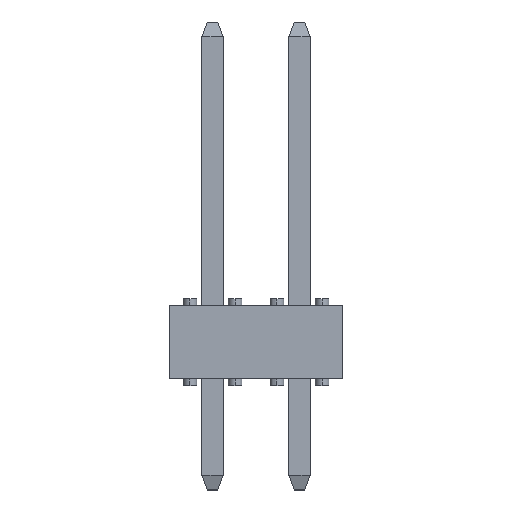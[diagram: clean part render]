
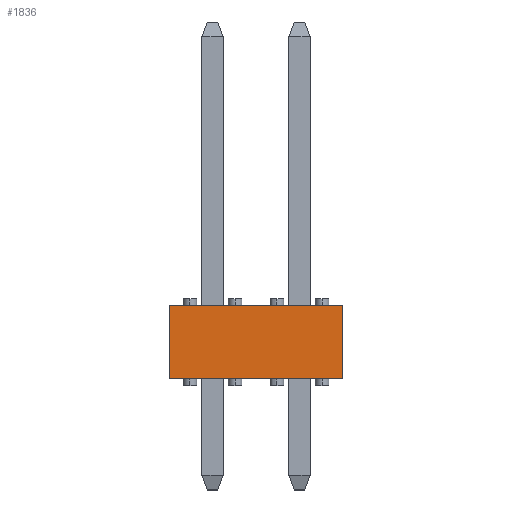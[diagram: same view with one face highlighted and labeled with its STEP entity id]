
A CAD part, top view. The second image highlights one B-rep face of the part: STEP entity #1836.
In plain terms, the highlighted planar face has unit normal (0, 0, 1).
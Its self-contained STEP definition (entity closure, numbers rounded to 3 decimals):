
#1 = PLANE ( 'NONE',  #177 ) ;
#15 = VERTEX_POINT ( 'NONE', #550 ) ;
#20 = EDGE_CURVE ( 'NONE', #15, #26, #1137, .T. ) ;
#26 = VERTEX_POINT ( 'NONE', #637 ) ;
#47 = ORIENTED_EDGE ( 'NONE', *, *, #710, .F. ) ;
#55 = CARTESIAN_POINT ( 'NONE',  ( -2.54, 2.34, 1.2 ) ) ;
#177 = AXIS2_PLACEMENT_3D ( 'NONE', #1872, #1085, #1725 ) ;
#190 = VERTEX_POINT ( 'NONE', #1283 ) ;
#192 = LINE ( 'NONE', #55, #651 ) ;
#288 = EDGE_CURVE ( 'NONE', #26, #324, #1539, .T. ) ;
#324 = VERTEX_POINT ( 'NONE', #1511 ) ;
#550 = CARTESIAN_POINT ( 'NONE',  ( -2.54, 2.34, 1.2 ) ) ;
#637 = CARTESIAN_POINT ( 'NONE',  ( -2.54, 0.2, 1.2 ) ) ;
#642 = EDGE_LOOP ( 'NONE', ( #1004, #1250, #47, #663 ) ) ;
#651 = VECTOR ( 'NONE', #1782, 1000. ) ;
#663 = ORIENTED_EDGE ( 'NONE', *, *, #20, .T. ) ;
#710 = EDGE_CURVE ( 'NONE', #15, #190, #192, .T. ) ;
#716 = VECTOR ( 'NONE', #1003, 1000. ) ;
#826 = CARTESIAN_POINT ( 'NONE',  ( -2.54, 2.34, 1.2 ) ) ;
#1003 = DIRECTION ( 'NONE',  ( 0., -1., 0. ) ) ;
#1004 = ORIENTED_EDGE ( 'NONE', *, *, #288, .T. ) ;
#1033 = VECTOR ( 'NONE', #1559, 1000. ) ;
#1085 = DIRECTION ( 'NONE',  ( 0., 0., -1. ) ) ;
#1102 = CARTESIAN_POINT ( 'NONE',  ( -2.54, 0.2, 1.2 ) ) ;
#1137 = LINE ( 'NONE', #826, #716 ) ;
#1250 = ORIENTED_EDGE ( 'NONE', *, *, #1993, .F. ) ;
#1283 = CARTESIAN_POINT ( 'NONE',  ( 2.54, 2.34, 1.2 ) ) ;
#1343 = DIRECTION ( 'NONE',  ( 0., -1., 0. ) ) ;
#1381 = FACE_OUTER_BOUND ( 'NONE', #642, .T. ) ;
#1479 = VECTOR ( 'NONE', #1343, 1000. ) ;
#1499 = CARTESIAN_POINT ( 'NONE',  ( 2.54, 2.34, 1.2 ) ) ;
#1511 = CARTESIAN_POINT ( 'NONE',  ( 2.54, 0.2, 1.2 ) ) ;
#1539 = LINE ( 'NONE', #1102, #1033 ) ;
#1559 = DIRECTION ( 'NONE',  ( 1., 0., 0. ) ) ;
#1666 = LINE ( 'NONE', #1499, #1479 ) ;
#1725 = DIRECTION ( 'NONE',  ( -1., 0., 0. ) ) ;
#1782 = DIRECTION ( 'NONE',  ( 1., 0., 0. ) ) ;
#1836 = ADVANCED_FACE ( 'NONE', ( #1381 ), #1, .F. ) ;
#1872 = CARTESIAN_POINT ( 'NONE',  ( -2.54, 2.34, 1.2 ) ) ;
#1993 = EDGE_CURVE ( 'NONE', #190, #324, #1666, .T. ) ;
